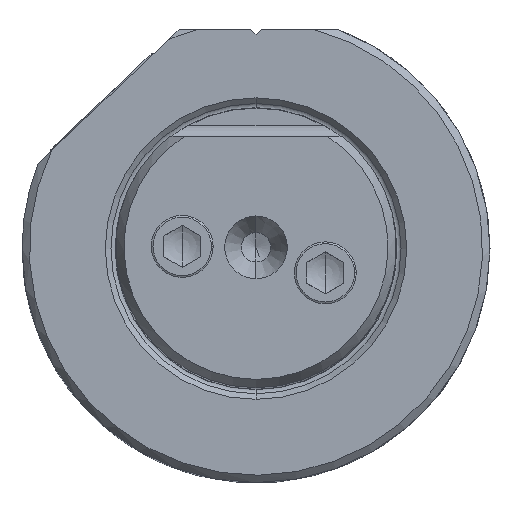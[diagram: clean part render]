
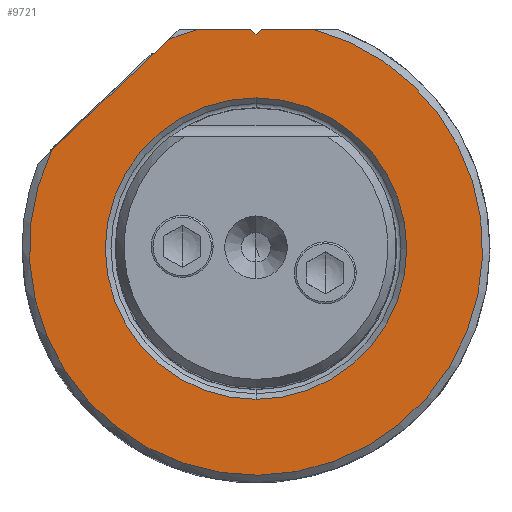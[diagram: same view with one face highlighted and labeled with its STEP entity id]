
A CAD part, top view. The second image highlights one B-rep face of the part: STEP entity #9721.
In plain terms, the highlighted planar face has unit normal (0, 0, 1).
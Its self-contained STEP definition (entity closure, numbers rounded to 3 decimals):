
#2923=DIRECTION('',(0.707,-0.707,0.));
#2924=VECTOR('',#2923,0.5);
#2925=CARTESIAN_POINT('',(-0.354,14.875,0.));
#2926=LINE('',#2925,#2924);
#2930=DIRECTION('',(0.707,0.707,0.));
#2931=VECTOR('',#2930,0.5);
#2932=CARTESIAN_POINT('',(0.,14.521,0.));
#2933=LINE('',#2932,#2931);
#2937=DIRECTION('',(1.,0.,0.));
#2938=VECTOR('',#2937,3.536);
#2939=CARTESIAN_POINT('',(0.354,14.875,0.));
#2940=LINE('',#2939,#2938);
#2944=CARTESIAN_POINT('',(0.,0.,0.));
#2945=DIRECTION('',(0.,0.,-1.));
#2946=DIRECTION('',(0.253,0.967,0.));
#2947=AXIS2_PLACEMENT_3D('',#2944,#2945,#2946);
#2952=DIRECTION('',(0.725,0.689,0.));
#2953=VECTOR('',#2952,10.909);
#2954=CARTESIAN_POINT('',(-13.857,6.662,
0.));
#2955=LINE('',#2954,#2953);
#2959=CARTESIAN_POINT('',(0.,0.,0.));
#2960=DIRECTION('',(0.,0.,-1.));
#2961=DIRECTION('',(-0.387,0.922,0.));
#2962=AXIS2_PLACEMENT_3D('',#2959,#2960,#2961);
#2967=DIRECTION('',(1.,0.,0.));
#2968=VECTOR('',#2967,3.536);
#2969=CARTESIAN_POINT('',(-3.889,14.875,
0.));
#2970=LINE('',#2969,#2968);
#2974=CARTESIAN_POINT('',(0.,0.,0.));
#2975=DIRECTION('',(0.,0.,1.));
#2976=DIRECTION('',(0.,1.,0.));
#2977=AXIS2_PLACEMENT_3D('',#2974,#2975,#2976);
#2982=CARTESIAN_POINT('',(0.,0.,0.));
#2983=DIRECTION('',(0.,0.,1.));
#2984=DIRECTION('',(0.,-1.,0.));
#2985=AXIS2_PLACEMENT_3D('',#2982,#2983,#2984);
#5709=CARTESIAN_POINT('',(-0.354,14.875,0.));
#5710=VERTEX_POINT('',#5709);
#5713=CARTESIAN_POINT('',(0.354,14.875,0.));
#5714=VERTEX_POINT('',#5713);
#5715=CARTESIAN_POINT('',(0.,14.521,0.));
#5716=VERTEX_POINT('',#5715);
#5717=CARTESIAN_POINT('',(3.889,14.875,0.));
#5718=VERTEX_POINT('',#5717);
#5719=CARTESIAN_POINT('',(-13.857,6.662,
0.));
#5720=CARTESIAN_POINT('',(-5.95,14.177,
0.));
#5721=VERTEX_POINT('',#5719);
#5722=VERTEX_POINT('',#5720);
#5723=CARTESIAN_POINT('',(-3.889,14.875,
0.));
#5724=VERTEX_POINT('',#5723);
#5725=CARTESIAN_POINT('',(0.,10.225,0.));
#5726=CARTESIAN_POINT('',(0.,-10.225,0.));
#5727=VERTEX_POINT('',#5725);
#5728=VERTEX_POINT('',#5726);
#9697=CARTESIAN_POINT('',(0.001,-0.258,
0.));
#9698=DIRECTION('',(0.,0.,1.));
#9699=DIRECTION('',(0.,-1.,0.));
#9700=AXIS2_PLACEMENT_3D('',#9697,#9698,#9699);
#9701=PLANE('',#9700);
#9703=ORIENTED_EDGE('',*,*,#9702,.T.);
#9705=ORIENTED_EDGE('',*,*,#9704,.T.);
#9706=ORIENTED_EDGE('',*,*,#9660,.T.);
#9707=ORIENTED_EDGE('',*,*,#9682,.T.);
#9708=ORIENTED_EDGE('',*,*,#8036,.T.);
#9710=ORIENTED_EDGE('',*,*,#9709,.T.);
#9712=ORIENTED_EDGE('',*,*,#9711,.T.);
#9713=EDGE_LOOP('',(#9703,#9705,#9706,#9707,#9708,#9710,#9712));
#9714=FACE_OUTER_BOUND('',#9713,.F.);
#9716=ORIENTED_EDGE('',*,*,#9715,.T.);
#9718=ORIENTED_EDGE('',*,*,#9717,.T.);
#9719=EDGE_LOOP('',(#9716,#9718));
#9720=FACE_BOUND('',#9719,.F.);
#2948=CIRCLE('',#2947,15.375);
#2963=CIRCLE('',#2962,15.375);
#2978=CIRCLE('',#2977,10.225);
#2986=CIRCLE('',#2985,10.225);
#8036=EDGE_CURVE('',#5721,#5722,#2955,.T.);
#9660=EDGE_CURVE('',#5714,#5718,#2940,.T.);
#9682=EDGE_CURVE('',#5718,#5721,#2948,.T.);
#9702=EDGE_CURVE('',#5710,#5716,#2926,.T.);
#9704=EDGE_CURVE('',#5716,#5714,#2933,.T.);
#9709=EDGE_CURVE('',#5722,#5724,#2963,.T.);
#9711=EDGE_CURVE('',#5724,#5710,#2970,.T.);
#9715=EDGE_CURVE('',#5727,#5728,#2978,.T.);
#9717=EDGE_CURVE('',#5728,#5727,#2986,.T.);
#9721=ADVANCED_FACE('',(#9714,#9720),#9701,.T.);
